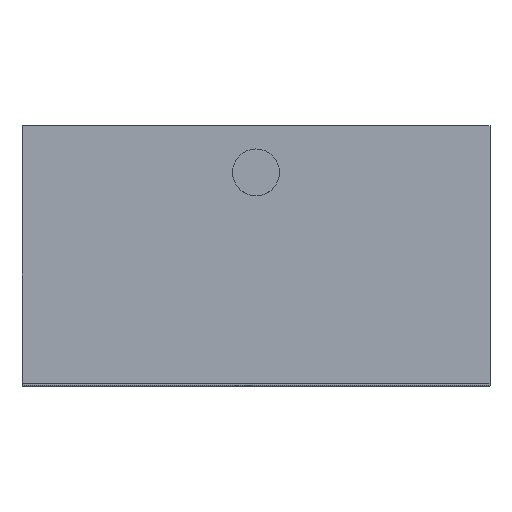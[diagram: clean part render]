
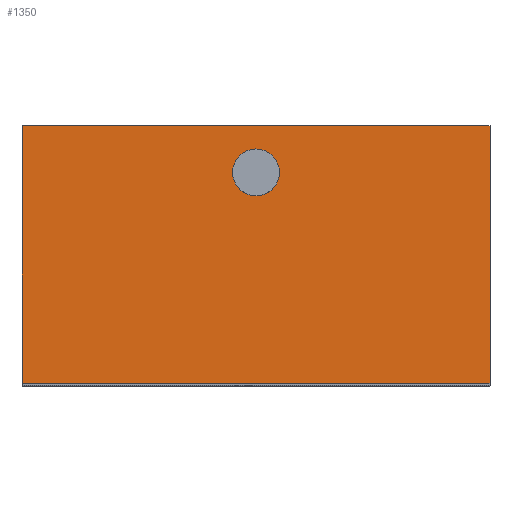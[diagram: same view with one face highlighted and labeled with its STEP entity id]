
A CAD part, top view. The second image highlights one B-rep face of the part: STEP entity #1350.
In plain terms, the highlighted planar face has unit normal (0, 0, 1).
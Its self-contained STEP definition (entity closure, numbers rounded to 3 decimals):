
#40 = CIRCLE ( 'NONE', #1366, 2. ) ;
#52 = EDGE_CURVE ( 'NONE', #146, #226, #847, .T. ) ;
#55 = DIRECTION ( 'NONE',  ( -1., 0., 0. ) ) ;
#58 = DIRECTION ( 'NONE',  ( 0., 0., -1. ) ) ;
#78 = CARTESIAN_POINT ( 'NONE',  ( -20., 11., 75. ) ) ;
#108 = CARTESIAN_POINT ( 'NONE',  ( -2., 7., 75. ) ) ;
#118 = CARTESIAN_POINT ( 'NONE',  ( 20., 11., 75. ) ) ;
#126 = DIRECTION ( 'NONE',  ( 0., -1., 0. ) ) ;
#146 = VERTEX_POINT ( 'NONE', #328 ) ;
#179 = VERTEX_POINT ( 'NONE', #1311 ) ;
#182 = ORIENTED_EDGE ( 'NONE', *, *, #413, .F. ) ;
#226 = VERTEX_POINT ( 'NONE', #108 ) ;
#255 = CARTESIAN_POINT ( 'NONE',  ( -20., 11., 75. ) ) ;
#268 = DIRECTION ( 'NONE',  ( 0., -1., 0. ) ) ;
#269 = EDGE_CURVE ( 'NONE', #1067, #179, #519, .T. ) ;
#328 = CARTESIAN_POINT ( 'NONE',  ( 2., 7., 75. ) ) ;
#335 = AXIS2_PLACEMENT_3D ( 'NONE', #1408, #58, #690 ) ;
#337 = AXIS2_PLACEMENT_3D ( 'NONE', #255, #1098, #725 ) ;
#406 = VECTOR ( 'NONE', #739, 1000. ) ;
#413 = EDGE_CURVE ( 'NONE', #661, #1396, #872, .T. ) ;
#415 = EDGE_CURVE ( 'NONE', #1396, #179, #448, .T. ) ;
#442 = DIRECTION ( 'NONE',  ( 0., 0., -1. ) ) ;
#448 = LINE ( 'NONE', #1003, #710 ) ;
#513 = ORIENTED_EDGE ( 'NONE', *, *, #835, .T. ) ;
#519 = LINE ( 'NONE', #705, #1210 ) ;
#539 = FACE_BOUND ( 'NONE', #1358, .T. ) ;
#604 = EDGE_CURVE ( 'NONE', #226, #146, #40, .T. ) ;
#605 = ORIENTED_EDGE ( 'NONE', *, *, #415, .F. ) ;
#661 = VERTEX_POINT ( 'NONE', #78 ) ;
#690 = DIRECTION ( 'NONE',  ( -1., 0., 0. ) ) ;
#705 = CARTESIAN_POINT ( 'NONE',  ( -20., -11., 75. ) ) ;
#710 = VECTOR ( 'NONE', #126, 1000. ) ;
#725 = DIRECTION ( 'NONE',  ( -1., 0., 0. ) ) ;
#739 = DIRECTION ( 'NONE',  ( 1., 0., 0. ) ) ;
#835 = EDGE_CURVE ( 'NONE', #661, #1067, #1580, .T. ) ;
#847 = CIRCLE ( 'NONE', #335, 2. ) ;
#872 = LINE ( 'NONE', #883, #406 ) ;
#883 = CARTESIAN_POINT ( 'NONE',  ( -20., 11., 75. ) ) ;
#910 = CARTESIAN_POINT ( 'NONE',  ( -20., -11., 75. ) ) ;
#979 = PLANE ( 'NONE',  #337 ) ;
#1001 = CARTESIAN_POINT ( 'NONE',  ( -20., 11., 75. ) ) ;
#1003 = CARTESIAN_POINT ( 'NONE',  ( 20., 11., 75. ) ) ;
#1055 = ORIENTED_EDGE ( 'NONE', *, *, #604, .T. ) ;
#1067 = VERTEX_POINT ( 'NONE', #910 ) ;
#1082 = FACE_OUTER_BOUND ( 'NONE', #1150, .T. ) ;
#1098 = DIRECTION ( 'NONE',  ( 0., 0., -1. ) ) ;
#1139 = VECTOR ( 'NONE', #268, 1000. ) ;
#1150 = EDGE_LOOP ( 'NONE', ( #1382, #605, #182, #513 ) ) ;
#1210 = VECTOR ( 'NONE', #1443, 1000. ) ;
#1311 = CARTESIAN_POINT ( 'NONE',  ( 20., -11., 75. ) ) ;
#1341 = ORIENTED_EDGE ( 'NONE', *, *, #52, .T. ) ;
#1350 = ADVANCED_FACE ( 'NONE', ( #539, #1082 ), #979, .F. ) ;
#1358 = EDGE_LOOP ( 'NONE', ( #1341, #1055 ) ) ;
#1366 = AXIS2_PLACEMENT_3D ( 'NONE', #1421, #442, #55 ) ;
#1382 = ORIENTED_EDGE ( 'NONE', *, *, #269, .T. ) ;
#1396 = VERTEX_POINT ( 'NONE', #118 ) ;
#1408 = CARTESIAN_POINT ( 'NONE',  ( 0., 7., 75. ) ) ;
#1421 = CARTESIAN_POINT ( 'NONE',  ( 0., 7., 75. ) ) ;
#1443 = DIRECTION ( 'NONE',  ( 1., 0., 0. ) ) ;
#1580 = LINE ( 'NONE', #1001, #1139 ) ;
